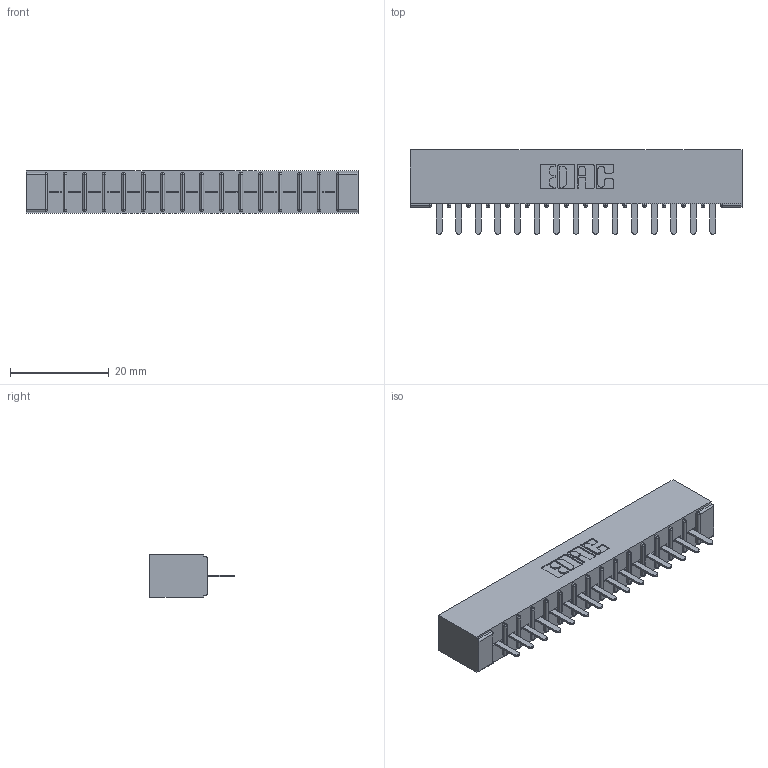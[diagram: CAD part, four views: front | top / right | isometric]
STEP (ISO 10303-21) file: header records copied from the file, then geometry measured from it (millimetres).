
FILE_DESCRIPTION (( 'STEP AP203' ), '1' );
FILE_NAME ('356-015-420-101.STEP', '2020-09-23T12:04:04', ( '' ), ( '' ), 'SwSTEP 2.0', 'SolidWorks 2020', '' );
FILE_SCHEMA (( 'CONFIG_CONTROL_DESIGN' ));
Length unit declared in the file: inch
Products named in the file (3): 306-290-001_120; 306 Part_No Mounting; 356-015-420-101
Assembly tree (16 placements, depth 2):
  356-015-420-101
    306 Part_No Mounting
    306-290-001_120  x15
Bounding box: 67.31 x 17.12 x 8.71 mm (x, y, z)
Volume: 4847.4 mm3; surface area: 7215.9 mm2
Topology: 16 solids, 16 shells, 1158 faces, 3247 edges, 2082 vertices
Faces by surface type: plane 769, cylinder 329, sphere 60
Entity records: 17164 total; most frequent: CARTESIAN_POINT 2876, ORIENTED_EDGE 2846, DIRECTION 2839, EDGE_CURVE 1423, LINE 1101, VECTOR 1101, VERTEX_POINT 906, AXIS2_PLACEMENT_3D 869
